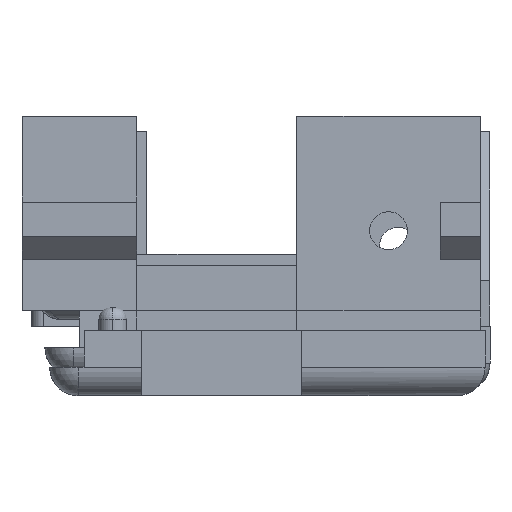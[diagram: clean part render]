
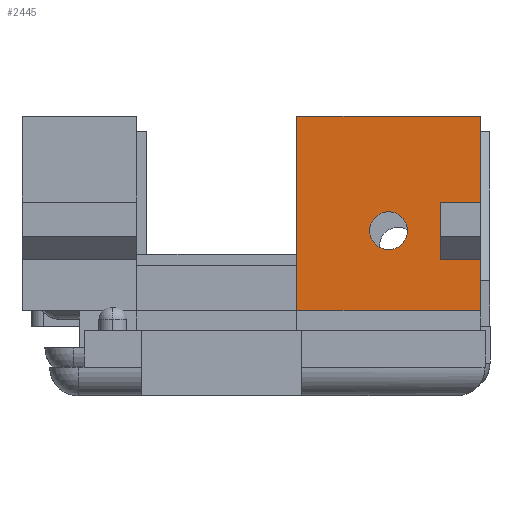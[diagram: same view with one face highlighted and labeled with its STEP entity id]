
A CAD part, left-side view. The second image highlights one B-rep face of the part: STEP entity #2445.
In plain terms, the highlighted face is planar.
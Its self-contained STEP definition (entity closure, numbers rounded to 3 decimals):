
#98 = ORIENTED_EDGE ( 'NONE', *, *, #2444, .T. ) ;
#147 = EDGE_CURVE ( 'NONE', #8290, #6565, #1198, .T. ) ;
#184 = DIRECTION ( 'NONE',  ( 0., 0., 1. ) ) ;
#363 = ORIENTED_EDGE ( 'NONE', *, *, #8024, .F. ) ;
#370 = CARTESIAN_POINT ( 'NONE',  ( -2.758, -0.408, -7. ) ) ;
#594 = LINE ( 'NONE', #2683, #5407 ) ;
#645 = DIRECTION ( 'NONE',  ( -1., 0., 0. ) ) ;
#903 = LINE ( 'NONE', #8486, #1723 ) ;
#958 = DIRECTION ( 'NONE',  ( 0., -1., 0. ) ) ;
#960 = ORIENTED_EDGE ( 'NONE', *, *, #2127, .T. ) ;
#994 = VERTEX_POINT ( 'NONE', #2654 ) ;
#1086 = CARTESIAN_POINT ( 'NONE',  ( -2.758, 9.242, -17. ) ) ;
#1102 = CARTESIAN_POINT ( 'NONE',  ( -2.758, -6.758, -4.5 ) ) ;
#1198 = LINE ( 'NONE', #1990, #7423 ) ;
#1243 = EDGE_CURVE ( 'NONE', #1286, #6893, #7274, .T. ) ;
#1278 = EDGE_LOOP ( 'NONE', ( #363, #6264 ) ) ;
#1286 = VERTEX_POINT ( 'NONE', #5325 ) ;
#1292 = EDGE_CURVE ( 'NONE', #4095, #6084, #7875, .T. ) ;
#1296 = ORIENTED_EDGE ( 'NONE', *, *, #8028, .F. ) ;
#1324 = FACE_OUTER_BOUND ( 'NONE', #8436, .T. ) ;
#1378 = AXIS2_PLACEMENT_3D ( 'NONE', #2036, #645, #4795 ) ;
#1723 = VECTOR ( 'NONE', #7885, 1000. ) ;
#1990 = CARTESIAN_POINT ( 'NONE',  ( -2.758, -6.758, -9.5 ) ) ;
#2036 = CARTESIAN_POINT ( 'NONE',  ( -2.758, 33.242, -4. ) ) ;
#2127 = EDGE_CURVE ( 'NONE', #6965, #6893, #8307, .T. ) ;
#2211 = LINE ( 'NONE', #4390, #7414 ) ;
#2444 = EDGE_CURVE ( 'NONE', #7202, #8290, #594, .T. ) ;
#2445 = ADVANCED_FACE ( 'NONE', ( #5334, #1324 ), #5428, .F. ) ;
#2594 = DIRECTION ( 'NONE',  ( 0., 0., -1. ) ) ;
#2654 = CARTESIAN_POINT ( 'NONE',  ( -2.758, -6.758, -17. ) ) ;
#2683 = CARTESIAN_POINT ( 'NONE',  ( -2.758, -3.258, -9.5 ) ) ;
#2939 = ORIENTED_EDGE ( 'NONE', *, *, #147, .T. ) ;
#3026 = VERTEX_POINT ( 'NONE', #7591 ) ;
#3035 = ORIENTED_EDGE ( 'NONE', *, *, #7102, .T. ) ;
#3082 = CARTESIAN_POINT ( 'NONE',  ( -2.758, 33.242, 0. ) ) ;
#3256 = LINE ( 'NONE', #3431, #5063 ) ;
#3419 = VECTOR ( 'NONE', #7004, 1000. ) ;
#3431 = CARTESIAN_POINT ( 'NONE',  ( -2.758, 9.242, -17. ) ) ;
#3528 = ORIENTED_EDGE ( 'NONE', *, *, #1243, .F. ) ;
#3547 = CIRCLE ( 'NONE', #7128, 1.65 ) ;
#3698 = CARTESIAN_POINT ( 'NONE',  ( -2.758, 2.892, -7. ) ) ;
#3858 = DIRECTION ( 'NONE',  ( 0., 1., 0. ) ) ;
#3886 = ORIENTED_EDGE ( 'NONE', *, *, #4928, .F. ) ;
#4095 = VERTEX_POINT ( 'NONE', #3698 ) ;
#4281 = DIRECTION ( 'NONE',  ( 0., 1., 0. ) ) ;
#4331 = CARTESIAN_POINT ( 'NONE',  ( -2.758, -6.758, -9.5 ) ) ;
#4390 = CARTESIAN_POINT ( 'NONE',  ( -2.758, -6.758, -4. ) ) ;
#4773 = CARTESIAN_POINT ( 'NONE',  ( -2.758, -3.258, -9.5 ) ) ;
#4795 = DIRECTION ( 'NONE',  ( 0., -1., 0. ) ) ;
#4928 = EDGE_CURVE ( 'NONE', #994, #6565, #903, .T. ) ;
#5004 = CARTESIAN_POINT ( 'NONE',  ( -2.758, 9.242, -4. ) ) ;
#5063 = VECTOR ( 'NONE', #7480, 1000. ) ;
#5325 = CARTESIAN_POINT ( 'NONE',  ( -2.758, -6.758, 0. ) ) ;
#5334 = FACE_BOUND ( 'NONE', #1278, .T. ) ;
#5407 = VECTOR ( 'NONE', #2594, 1000. ) ;
#5428 = PLANE ( 'NONE',  #1378 ) ;
#5716 = CARTESIAN_POINT ( 'NONE',  ( -2.758, -3.258, -4.5 ) ) ;
#5741 = ORIENTED_EDGE ( 'NONE', *, *, #6020, .T. ) ;
#6020 = EDGE_CURVE ( 'NONE', #3026, #7202, #7904, .T. ) ;
#6048 = CARTESIAN_POINT ( 'NONE',  ( -2.758, 1.242, -7. ) ) ;
#6084 = VERTEX_POINT ( 'NONE', #370 ) ;
#6264 = ORIENTED_EDGE ( 'NONE', *, *, #1292, .F. ) ;
#6363 = VECTOR ( 'NONE', #3858, 1000. ) ;
#6373 = CARTESIAN_POINT ( 'NONE',  ( -2.758, 1.242, -7. ) ) ;
#6509 = CARTESIAN_POINT ( 'NONE',  ( -2.758, 9.242, 0. ) ) ;
#6565 = VERTEX_POINT ( 'NONE', #4331 ) ;
#6893 = VERTEX_POINT ( 'NONE', #6509 ) ;
#6965 = VERTEX_POINT ( 'NONE', #1086 ) ;
#7004 = DIRECTION ( 'NONE',  ( 0., 0., 1. ) ) ;
#7102 = EDGE_CURVE ( 'NONE', #994, #6965, #3256, .T. ) ;
#7128 = AXIS2_PLACEMENT_3D ( 'NONE', #6373, #8534, #958 ) ;
#7202 = VERTEX_POINT ( 'NONE', #5716 ) ;
#7274 = LINE ( 'NONE', #3082, #7870 ) ;
#7414 = VECTOR ( 'NONE', #184, 1000. ) ;
#7423 = VECTOR ( 'NONE', #8053, 1000. ) ;
#7480 = DIRECTION ( 'NONE',  ( 0., 1., 0. ) ) ;
#7492 = DIRECTION ( 'NONE',  ( 1., 0., 0. ) ) ;
#7591 = CARTESIAN_POINT ( 'NONE',  ( -2.758, -6.758, -4.5 ) ) ;
#7831 = AXIS2_PLACEMENT_3D ( 'NONE', #6048, #7492, #8085 ) ;
#7870 = VECTOR ( 'NONE', #4281, 1000. ) ;
#7875 = CIRCLE ( 'NONE', #7831, 1.65 ) ;
#7885 = DIRECTION ( 'NONE',  ( 0., 0., 1. ) ) ;
#7904 = LINE ( 'NONE', #1102, #6363 ) ;
#8024 = EDGE_CURVE ( 'NONE', #6084, #4095, #3547, .T. ) ;
#8028 = EDGE_CURVE ( 'NONE', #3026, #1286, #2211, .T. ) ;
#8053 = DIRECTION ( 'NONE',  ( 0., -1., 0. ) ) ;
#8085 = DIRECTION ( 'NONE',  ( 0., -1., 0. ) ) ;
#8290 = VERTEX_POINT ( 'NONE', #4773 ) ;
#8307 = LINE ( 'NONE', #5004, #3419 ) ;
#8436 = EDGE_LOOP ( 'NONE', ( #2939, #3886, #3035, #960, #3528, #1296, #5741, #98 ) ) ;
#8486 = CARTESIAN_POINT ( 'NONE',  ( -2.758, -6.758, -4. ) ) ;
#8534 = DIRECTION ( 'NONE',  ( 1., 0., 0. ) ) ;
